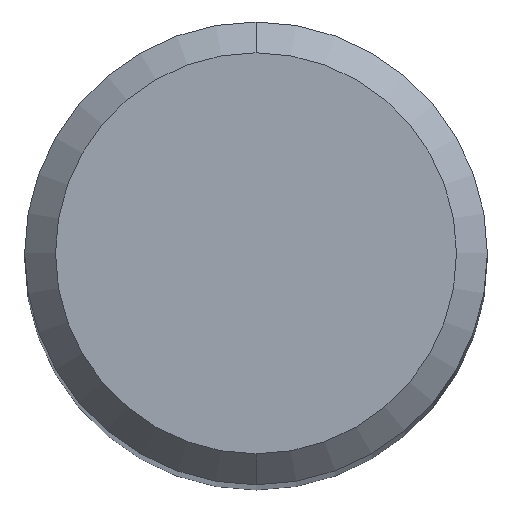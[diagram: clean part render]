
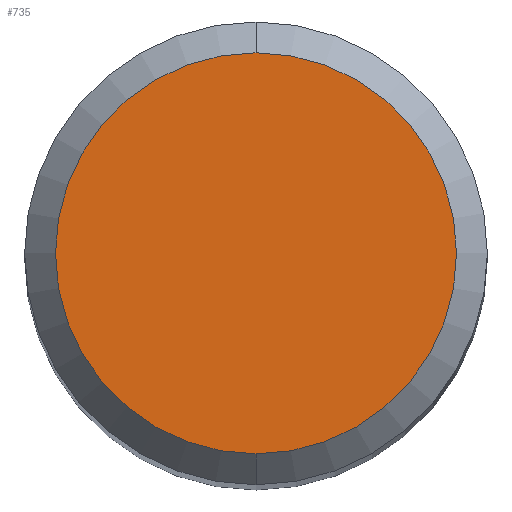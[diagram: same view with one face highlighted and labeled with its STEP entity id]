
A CAD part, top view. The second image highlights one B-rep face of the part: STEP entity #735.
In plain terms, the highlighted planar face has unit normal (0, 0, 1).
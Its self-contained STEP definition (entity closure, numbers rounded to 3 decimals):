
#545=VERTEX_POINT('',#1545);
#735=ADVANCED_FACE('',(#1757),#1758,.T.);
#813=EDGE_CURVE('',#1029,#545,#1844,.T.);
#847=EDGE_CURVE('',#545,#1029,#1882,.T.);
#1029=VERTEX_POINT('',#2077);
#1545=CARTESIAN_POINT('',(0.,-2.6,0.0));
#1757=FACE_OUTER_BOUND('',#5243,.T.);
#1758=PLANE('',#5244);
#1844=CIRCLE('',#7164,2.6);
#1882=CIRCLE('',#7292,2.6);
#2077=CARTESIAN_POINT('',(0.0,2.6,0.0));
#5243=EDGE_LOOP('',(#15846,#15847));
#5244=AXIS2_PLACEMENT_3D('',#15848,#15849,#15850);
#7164=AXIS2_PLACEMENT_3D('',#15955,#15956,#15957);
#7292=AXIS2_PLACEMENT_3D('',#16011,#16012,#16013);
#15846=ORIENTED_EDGE('',*,*,#813,.F.);
#15847=ORIENTED_EDGE('',*,*,#847,.F.);
#15848=CARTESIAN_POINT('',(0.0,1.3,0.0));
#15849=DIRECTION('',(-0.0,0.0,1.0));
#15850=DIRECTION('',(0.0,-1.0,0.0));
#15955=CARTESIAN_POINT('',(0.0,0.0,0.0));
#15956=DIRECTION('',(0.0,0.0,-1.0));
#15957=DIRECTION('',(0.0,1.0,0.0));
#16011=CARTESIAN_POINT('',(0.0,0.0,0.0));
#16012=DIRECTION('',(0.0,0.0,-1.0));
#16013=DIRECTION('',(0.0,1.0,0.0));
